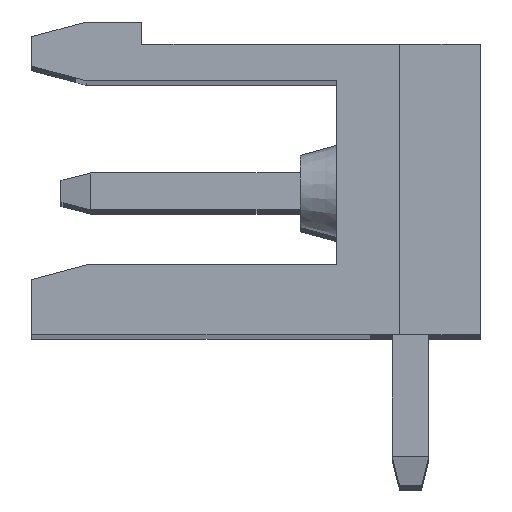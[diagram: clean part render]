
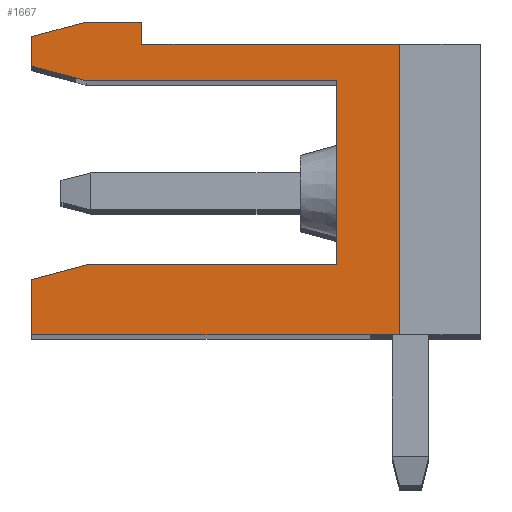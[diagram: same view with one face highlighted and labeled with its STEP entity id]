
A CAD part, top view. The second image highlights one B-rep face of the part: STEP entity #1667.
In plain terms, the highlighted planar face has unit normal (0, 0, 1).
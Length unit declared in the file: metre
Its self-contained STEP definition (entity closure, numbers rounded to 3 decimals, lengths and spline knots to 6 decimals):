
#1667=ADVANCED_FACE('',(#3644),#3645,.F.);
#3644=FACE_OUTER_BOUND('',#5942,.T.);
#3645=PLANE('',#5943);
#5942=EDGE_LOOP('',(#10778,#10779,#10780,#10781,#10782,#10783,#10784,#10785,#10786,#10787,#10788,#10789,#10790));
#5943=AXIS2_PLACEMENT_3D('',#10791,#10792,#10793);
#10778=ORIENTED_EDGE('',*,*,#15223,.T.);
#10779=ORIENTED_EDGE('',*,*,#15225,.T.);
#10780=ORIENTED_EDGE('',*,*,#15226,.T.);
#10781=ORIENTED_EDGE('',*,*,#15227,.T.);
#10782=ORIENTED_EDGE('',*,*,#15228,.T.);
#10783=ORIENTED_EDGE('',*,*,#15229,.T.);
#10784=ORIENTED_EDGE('',*,*,#15230,.T.);
#10785=ORIENTED_EDGE('',*,*,#15231,.F.);
#10786=ORIENTED_EDGE('',*,*,#15232,.F.);
#10787=ORIENTED_EDGE('',*,*,#15233,.F.);
#10788=ORIENTED_EDGE('',*,*,#15234,.F.);
#10789=ORIENTED_EDGE('',*,*,#15235,.F.);
#10790=ORIENTED_EDGE('',*,*,#15236,.T.);
#10791=CARTESIAN_POINT('',(-0.0037,0.0069,0.75824));
#10792=DIRECTION('',(0.0,0.0,-1.0));
#10793=DIRECTION('',(0.0,-1.0,0.0));
#15223=EDGE_CURVE('',#18599,#18674,#18676,.T.);
#15225=EDGE_CURVE('',#18674,#18678,#18679,.T.);
#15226=EDGE_CURVE('',#18678,#18680,#18681,.T.);
#15227=EDGE_CURVE('',#18680,#18682,#18683,.T.);
#15228=EDGE_CURVE('',#18682,#18684,#18685,.T.);
#15229=EDGE_CURVE('',#18684,#18686,#18687,.T.);
#15230=EDGE_CURVE('',#18686,#18688,#18689,.T.);
#15231=EDGE_CURVE('',#18690,#18688,#18691,.T.);
#15232=EDGE_CURVE('',#18692,#18690,#18693,.T.);
#15233=EDGE_CURVE('',#18694,#18692,#18695,.T.);
#15234=EDGE_CURVE('',#18696,#18694,#18697,.T.);
#15235=EDGE_CURVE('',#18698,#18696,#18699,.T.);
#15236=EDGE_CURVE('',#18698,#18599,#18700,.T.);
#18599=VERTEX_POINT('',#23581);
#18674=VERTEX_POINT('',#23698);
#18676=LINE('',#23701,#23702);
#18678=VERTEX_POINT('',#23704);
#18679=LINE('',#23705,#23706);
#18680=VERTEX_POINT('',#23707);
#18681=LINE('',#23708,#23709);
#18682=VERTEX_POINT('',#23710);
#18683=LINE('',#23711,#23712);
#18684=VERTEX_POINT('',#23713);
#18685=LINE('',#23714,#23715);
#18686=VERTEX_POINT('',#23716);
#18687=LINE('',#23717,#23718);
#18688=VERTEX_POINT('',#23719);
#18689=LINE('',#23720,#23721);
#18690=VERTEX_POINT('',#23722);
#18691=LINE('',#23723,#23724);
#18692=VERTEX_POINT('',#23725);
#18693=LINE('',#23726,#23727);
#18694=VERTEX_POINT('',#23728);
#18695=LINE('',#23729,#23730);
#18696=VERTEX_POINT('',#23731);
#18697=LINE('',#23732,#23733);
#18698=VERTEX_POINT('',#23734);
#18699=LINE('',#23735,#23736);
#18700=LINE('',#23737,#23738);
#23581=CARTESIAN_POINT('',(-0.012,0.,0.75824));
#23698=CARTESIAN_POINT('',(-0.002,0.,0.75824));
#23701=CARTESIAN_POINT('',(-0.012,0.,0.75824));
#23702=VECTOR('',#26701,1.0);
#23704=CARTESIAN_POINT('',(-0.002,0.0079,0.75824));
#23705=CARTESIAN_POINT('',(-0.002,0.0079,0.75824));
#23706=VECTOR('',#26702,1.0);
#23707=CARTESIAN_POINT('',(-0.009,0.0079,0.75824));
#23708=CARTESIAN_POINT('',(-0.0022,0.0079,0.75824));
#23709=VECTOR('',#26703,1.0);
#23710=CARTESIAN_POINT('',(-0.009,0.0085,0.75824));
#23711=CARTESIAN_POINT('',(-0.009,0.0081,0.75824));
#23712=VECTOR('',#26704,1.0);
#23713=CARTESIAN_POINT('',(-0.010507,0.0085,0.75824));
#23714=CARTESIAN_POINT('',(-0.009,0.0085,0.75824));
#23715=VECTOR('',#26705,1.0);
#23716=CARTESIAN_POINT('',(-0.012,0.0081,0.75824));
#23717=CARTESIAN_POINT('',(-0.010507,0.0085,0.75824));
#23718=VECTOR('',#26706,1.0);
#23719=CARTESIAN_POINT('',(-0.012,0.0073,0.75824));
#23720=CARTESIAN_POINT('',(-0.012,0.0082,0.75824));
#23721=VECTOR('',#26707,1.0);
#23722=CARTESIAN_POINT('',(-0.010507,0.0069,0.75824));
#23723=CARTESIAN_POINT('',(-0.012,0.0073,0.75824));
#23724=VECTOR('',#26708,1.0);
#23725=CARTESIAN_POINT('',(-0.0037,0.0069,0.75824));
#23726=CARTESIAN_POINT('',(-0.010507,0.0069,0.75824));
#23727=VECTOR('',#26709,1.0);
#23728=CARTESIAN_POINT('',(-0.0037,0.0019,0.75824));
#23729=CARTESIAN_POINT('',(-0.0037,0.0069,0.75824));
#23730=VECTOR('',#26710,1.0);
#23731=CARTESIAN_POINT('',(-0.0105,0.0019,0.75824));
#23732=CARTESIAN_POINT('',(-0.0037,0.0019,0.75824));
#23733=VECTOR('',#26711,1.0);
#23734=CARTESIAN_POINT('',(-0.012,0.001498,0.75824));
#23735=CARTESIAN_POINT('',(-0.0105,0.0019,0.75824));
#23736=VECTOR('',#26712,1.0);
#23737=CARTESIAN_POINT('',(-0.012,0.0082,0.75824));
#23738=VECTOR('',#26713,1.0);
#26701=DIRECTION('',(1.0,0.0,0.0));
#26702=DIRECTION('',(0.0,1.0,0.0));
#26703=DIRECTION('',(-1.0,0.0,0.0));
#26704=DIRECTION('',(0.,1.0,0.0));
#26705=DIRECTION('',(-1.0,0.0,0.0));
#26706=DIRECTION('',(-0.966,-0.259,0.0));
#26707=DIRECTION('',(0.0,-1.0,0.0));
#26708=DIRECTION('',(-0.966,0.259,0.0));
#26709=DIRECTION('',(-1.0,0.0,0.0));
#26710=DIRECTION('',(0.,1.0,0.0));
#26711=DIRECTION('',(1.0,0.0,0.0));
#26712=DIRECTION('',(0.966,0.259,0.0));
#26713=DIRECTION('',(0.0,-1.0,0.0));
